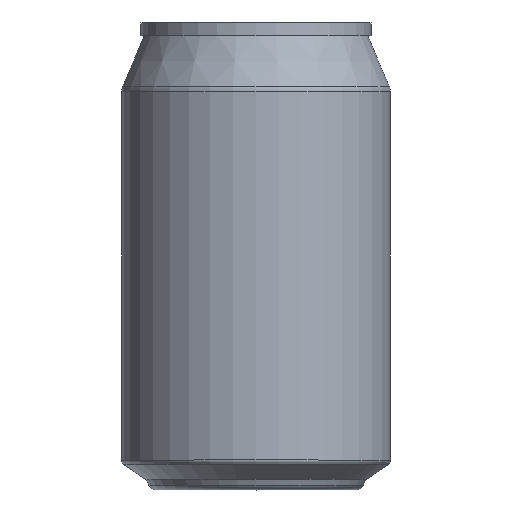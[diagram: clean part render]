
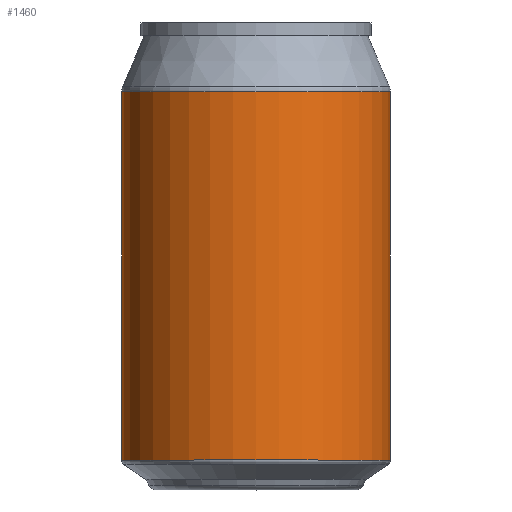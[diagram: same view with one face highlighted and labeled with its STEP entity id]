
A CAD part, top view. The second image highlights one B-rep face of the part: STEP entity #1460.
In plain terms, the highlighted cylindrical face has radius 96.429 mm (diameter 192.858 mm), a partial arc.
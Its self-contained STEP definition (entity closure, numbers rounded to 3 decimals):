
#39=CARTESIAN_POINT('',(0.,109.84,0.));
#40=DIRECTION('',(0.,1.,0.));
#41=DIRECTION('',(-1.,0.,0.));
#42=AXIS2_PLACEMENT_3D('',#39,#40,#41);
#44=DIRECTION('',(0.,1.,0.));
#45=VECTOR('',#44,264.442);
#46=CARTESIAN_POINT('',(96.429,-154.602,0.));
#47=LINE('',#46,#45);
#48=CARTESIAN_POINT('',(0.,-154.602,0.));
#49=DIRECTION('',(0.,1.,0.));
#50=DIRECTION('',(-1.,0.,0.));
#51=AXIS2_PLACEMENT_3D('',#48,#49,#50);
#53=DIRECTION('',(0.,1.,0.));
#54=VECTOR('',#53,264.442);
#55=CARTESIAN_POINT('',(-96.429,-154.602,
0.));
#56=LINE('',#55,#54);
#1234=CARTESIAN_POINT('',(96.429,-154.602,0.));
#1235=CARTESIAN_POINT('',(-96.429,-154.602,
0.));
#1236=VERTEX_POINT('',#1234);
#1237=VERTEX_POINT('',#1235);
#1262=CARTESIAN_POINT('',(96.429,109.84,0.));
#1263=CARTESIAN_POINT('',(-96.429,109.84,
0.));
#1264=VERTEX_POINT('',#1262);
#1265=VERTEX_POINT('',#1263);
#1448=CARTESIAN_POINT('',(0.,0.,0.));
#1449=DIRECTION('',(0.,1.,0.));
#1450=DIRECTION('',(1.,0.,0.));
#1451=AXIS2_PLACEMENT_3D('',#1448,#1449,#1450);
#1452=CYLINDRICAL_SURFACE('',#1451,96.429);
#1453=ORIENTED_EDGE('',*,*,#1442,.T.);
#1454=ORIENTED_EDGE('',*,*,#1386,.F.);
#1456=ORIENTED_EDGE('',*,*,#1455,.F.);
#1457=ORIENTED_EDGE('',*,*,#1382,.T.);
#1458=EDGE_LOOP('',(#1453,#1454,#1456,#1457));
#1459=FACE_OUTER_BOUND('',#1458,.F.);
#1460=ADVANCED_FACE('',(#1459),#1452,.T.);
#43=CIRCLE('',#42,96.429);
#52=CIRCLE('',#51,96.429);
#1382=EDGE_CURVE('',#1237,#1265,#56,.T.);
#1386=EDGE_CURVE('',#1236,#1264,#47,.T.);
#1442=EDGE_CURVE('',#1265,#1264,#43,.T.);
#1455=EDGE_CURVE('',#1237,#1236,#52,.T.);
